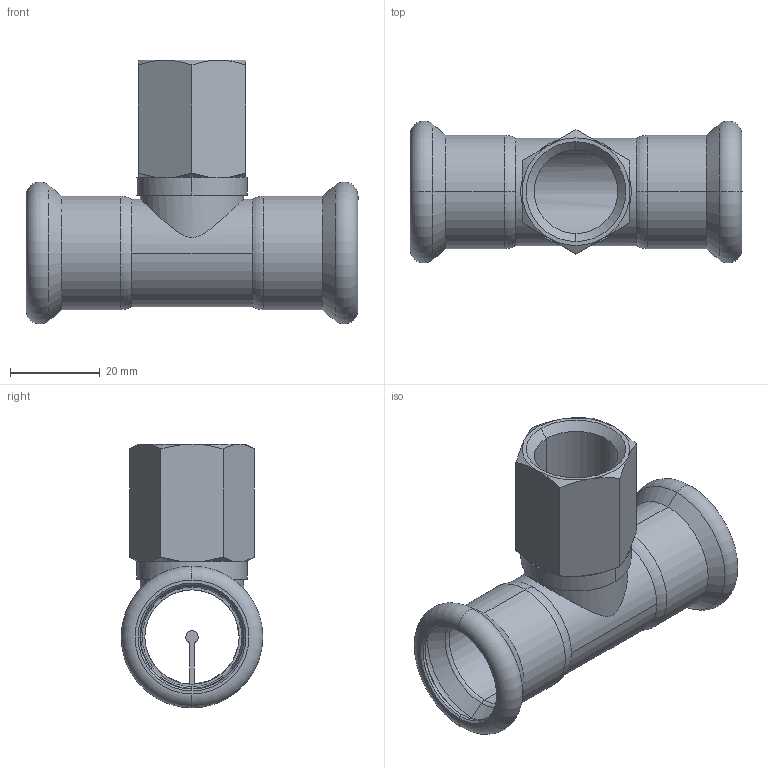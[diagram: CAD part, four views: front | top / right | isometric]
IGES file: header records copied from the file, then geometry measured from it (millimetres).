
Global section: file name: No Iges File Name specified; native system: Autodesk Inventor 2011; preprocessor: AutoDesk Inventor Iges Exporter R2011; author: bruh; date: 20110606.143446; units: millimetre
Bounding box: 74 x 31.6 x 58.8 mm (x, y, z)
Volume: 15187.8 mm3; surface area: 16926 mm2
Topology: 1 solids, 1 shells, 102 faces, 228 edges, 136 vertices
Faces by surface type: revolution 28, plane 28, cone 16, cylinder 12, torus 12, bspline 6
